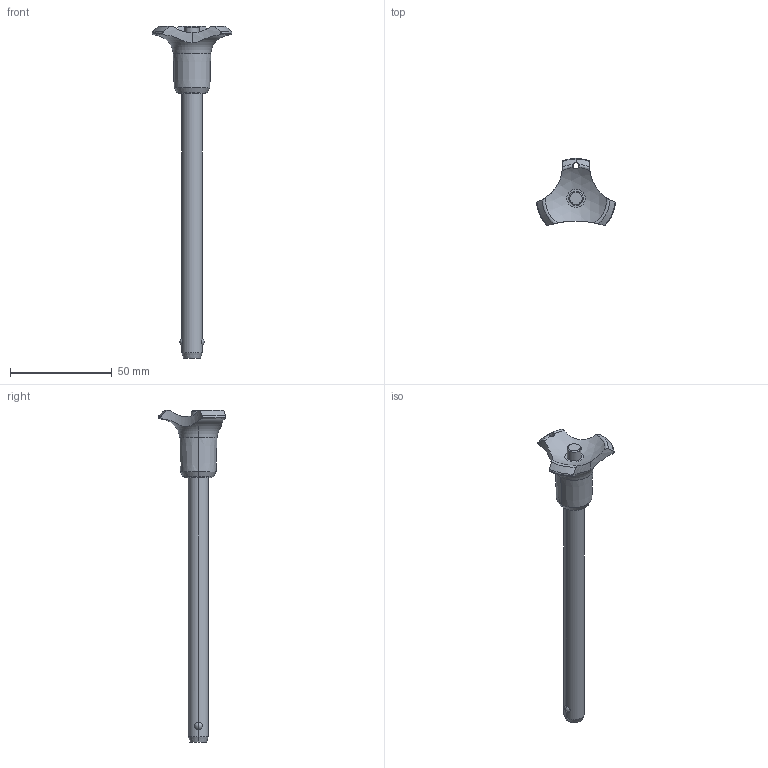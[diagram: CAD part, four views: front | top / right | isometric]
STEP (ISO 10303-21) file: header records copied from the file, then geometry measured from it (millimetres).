
FILE_DESCRIPTION(('STEP AP214'),'1');
FILE_NAME('HALDERN_EH_22380_0338.stp','2018-02-27T08:56:36',('TraceParts'),('TraceParts S.A.'),'Spatial InterOp 3D',' ',' ');
FILE_SCHEMA(('automotive_design'));
Length unit declared in the file: millimetre
Products named in the file (1): HALDERN_EH_22380_0338
Bounding box: 38.97 x 33 x 162.9 mm (x, y, z)
Volume: 19664.3 mm3; surface area: 7543.3 mm2
Topology: 1 solids, 1 shells, 52 faces, 133 edges, 86 vertices
Faces by surface type: cylinder 16, torus 14, cone 12, sphere 5, plane 5
Entity records: 2637 total; most frequent: CARTESIAN_POINT 984, ORIENTED_EDGE 266, DIRECTION 245, EDGE_CURVE 133, AXIS2_PLACEMENT_3D 109, VERTEX_POINT 86, EDGE_LOOP 57, CIRCLE 56
